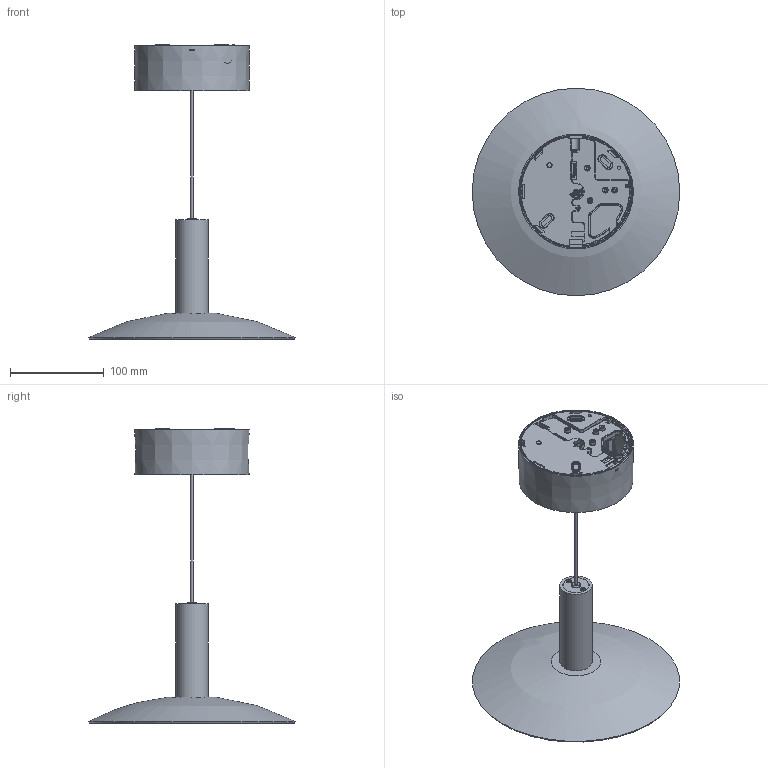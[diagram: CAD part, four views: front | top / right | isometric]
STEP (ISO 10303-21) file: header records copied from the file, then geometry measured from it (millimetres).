
FILE_DESCRIPTION(/* description */ ('This is a sample STEP configuration'),/* implementation_level */ '2;1');
FILE_NAME(/* name */ '176-10204xxxxxxxx SIMPLE.ipt_Rev_00.1.stp',/* time_stamp */ '2023-04-17T10:22:42+02:00',/* author */ ('powerJobs'),/* organization */ ('coolOrange'),/* preprocessor_version */ 'ST-DEVELOPER v19.2',/* originating_system */ 'Autodesk Inventor 2023',/* authorisation */ '');
FILE_SCHEMA (('AUTOMOTIVE_DESIGN { 1 0 10303 214 3 1 1 }'));
Length unit declared in the file: millimetre
Products named in the file (1): ENG000025780
Bounding box: 221.86 x 221.86 x 314.97 mm (x, y, z)
Volume: 202147.6 mm3; surface area: 200289.4 mm2
Topology: 6 solids, 6 shells, 1858 faces, 4371 edges, 2540 vertices
Faces by surface type: cylinder 635, plane 404, bspline 381, torus 178, sphere 169, cone 91
Full cylindrical faces by diameter (mm): 2.3 x2, 2.459 x5, 2.902 x1, 3 x19, 3.242 x1, 3.5 x2, 3.797 x1, 4 x1, 5 x2, 24 x1, 25.4 x2, 26 x5, 26.8 x1, 27.4 x1, 28 x2, 30 x4, 30.2 x1, 34.5 x1
Entity records: 78652 total; most frequent: CARTESIAN_POINT 37398, ORIENTED_EDGE 8704, DIRECTION 8556, EDGE_CURVE 4352, AXIS2_PLACEMENT_3D 3468, VERTEX_POINT 2540, EDGE_LOOP 1958, FACE_OUTER_BOUND 1858
